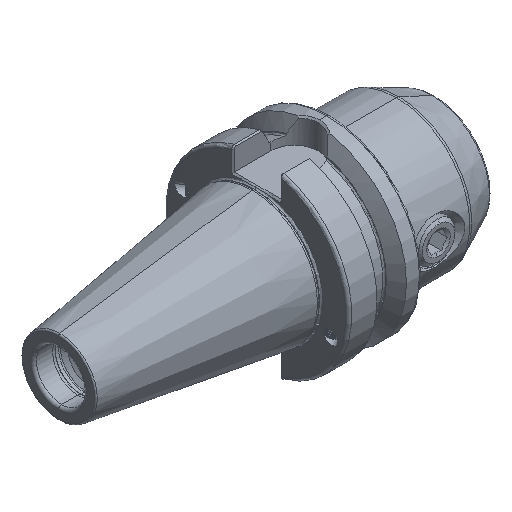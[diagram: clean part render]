
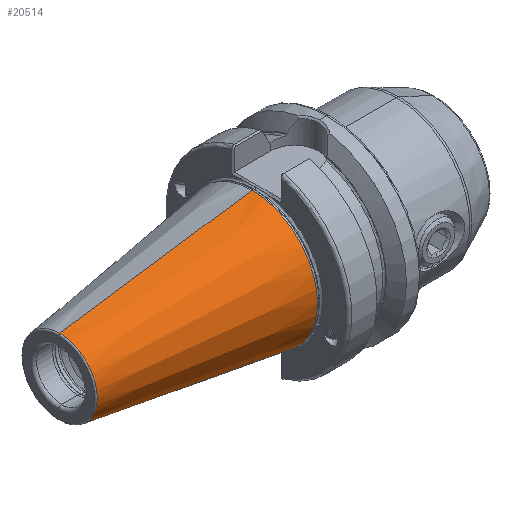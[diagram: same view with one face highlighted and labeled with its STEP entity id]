
A CAD part, isometric view. The second image highlights one B-rep face of the part: STEP entity #20514.
In plain terms, the highlighted conical face has half-angle 8.297 degrees and reference radius 22.298 mm.
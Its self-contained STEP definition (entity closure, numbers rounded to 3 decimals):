
#783 = CARTESIAN_POINT ( 'NONE',  ( -1.5, 0., -22.298 ) ) ;
#817 = CARTESIAN_POINT ( 'NONE',  ( -1.5, 0., 22.298 ) ) ;
#839 = CARTESIAN_POINT ( 'NONE',  ( -66.972, 0., -12.75 ) ) ;
#886 = CARTESIAN_POINT ( 'NONE',  ( -66.972, 0., 12.75 ) ) ;
#1432 = AXIS2_PLACEMENT_3D ( 'NONE', #7584, #7573, #7547 ) ;
#1433 = AXIS2_PLACEMENT_3D ( 'NONE', #7535, #7501, #7522 ) ;
#3684 = DIRECTION ( 'NONE',  ( 0.99, 0., -0.144 ) ) ;
#3708 = CARTESIAN_POINT ( 'NONE',  ( -1.5, 0., -22.298 ) ) ;
#3767 = CARTESIAN_POINT ( 'NONE',  ( -1.5, 0., 22.298 ) ) ;
#3770 = DIRECTION ( 'NONE',  ( 0.99, 0., 0.144 ) ) ;
#3951 = AXIS2_PLACEMENT_3D ( 'NONE', #15950, #15941, #15979 ) ;
#5958 = VERTEX_POINT ( 'NONE', #783 ) ;
#7501 = DIRECTION ( 'NONE',  ( 1., 0., 0. ) ) ;
#7522 = DIRECTION ( 'NONE',  ( 0., 0., -1. ) ) ;
#7535 = CARTESIAN_POINT ( 'NONE',  ( -1.5, 0., 0. ) ) ;
#7547 = DIRECTION ( 'NONE',  ( 0., 0., -1. ) ) ;
#7573 = DIRECTION ( 'NONE',  ( 1., 0., 0. ) ) ;
#7584 = CARTESIAN_POINT ( 'NONE',  ( -66.972, 0., 0. ) ) ;
#8535 = CIRCLE ( 'NONE', #1433, 22.298 ) ;
#8537 = CIRCLE ( 'NONE', #1432, 12.75 ) ;
#8635 = LINE ( 'NONE', #3708, #8640 ) ;
#8640 = VECTOR ( 'NONE', #3684, 1000. ) ;
#8641 = LINE ( 'NONE', #3767, #8673 ) ;
#8673 = VECTOR ( 'NONE', #3770, 1000. ) ;
#10838 = VERTEX_POINT ( 'NONE', #817 ) ;
#10850 = VERTEX_POINT ( 'NONE', #839 ) ;
#10881 = VERTEX_POINT ( 'NONE', #886 ) ;
#14622 = EDGE_LOOP ( 'NONE', ( #20035, #20041, #20027, #20008 ) ) ;
#15106 = EDGE_CURVE ( 'NONE', #10838, #5958, #8535, .T. ) ;
#15113 = EDGE_CURVE ( 'NONE', #10881, #10850, #8537, .T. ) ;
#15219 = EDGE_CURVE ( 'NONE', #10850, #5958, #8635, .T. ) ;
#15225 = EDGE_CURVE ( 'NONE', #10881, #10838, #8641, .T. ) ;
#15941 = DIRECTION ( 'NONE',  ( 1., 0., 0. ) ) ;
#15950 = CARTESIAN_POINT ( 'NONE',  ( -1.5, 0., 0. ) ) ;
#15979 = DIRECTION ( 'NONE',  ( 0., 0., -1. ) ) ;
#17761 = FACE_OUTER_BOUND ( 'NONE', #14622, .T. ) ;
#17774 = CONICAL_SURFACE ( 'NONE', #3951, 22.298, 0.145 ) ;
#20008 = ORIENTED_EDGE ( 'NONE', *, *, #15106, .F. ) ;
#20027 = ORIENTED_EDGE ( 'NONE', *, *, #15219, .T. ) ;
#20035 = ORIENTED_EDGE ( 'NONE', *, *, #15225, .F. ) ;
#20041 = ORIENTED_EDGE ( 'NONE', *, *, #15113, .T. ) ;
#20514 = ADVANCED_FACE ( 'NONE', ( #17761 ), #17774, .T. ) ;
